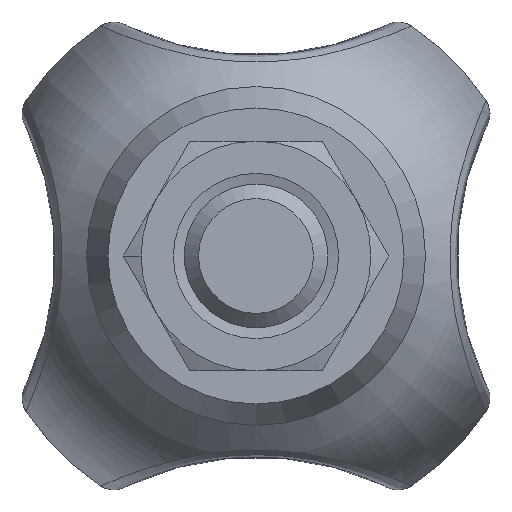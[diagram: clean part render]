
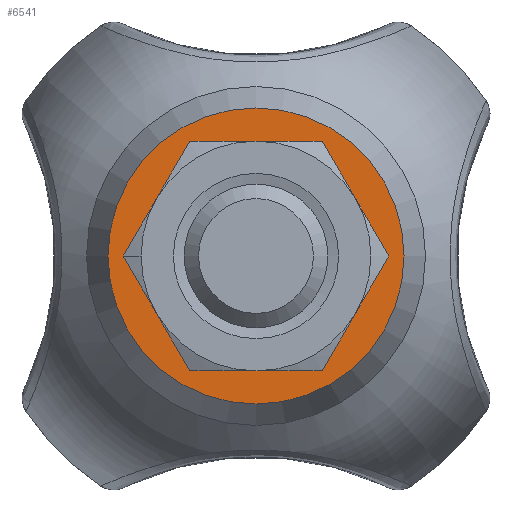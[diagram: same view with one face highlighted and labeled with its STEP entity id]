
A CAD part, left-side view. The second image highlights one B-rep face of the part: STEP entity #6541.
In plain terms, the highlighted planar face has unit normal (-1, 0, 0).
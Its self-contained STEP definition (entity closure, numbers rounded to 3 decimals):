
#5243 = EDGE_CURVE('',#5244,#5244,#5246,.T.);
#5244 = VERTEX_POINT('',#5245);
#5245 = CARTESIAN_POINT('',(20.,0.,-5.153));
#5246 = CIRCLE('',#5247,5.153);
#5247 = AXIS2_PLACEMENT_3D('',#5248,#5249,#5250);
#5248 = CARTESIAN_POINT('',(20.,0.,0.));
#5249 = DIRECTION('',(1.,-0.,0.));
#5250 = DIRECTION('',(0.,0.,-1.));
#6541 = ADVANCED_FACE('',(#6542,#6545),#6556,.F.);
#6542 = FACE_BOUND('',#6543,.F.);
#6543 = EDGE_LOOP('',(#6544));
#6544 = ORIENTED_EDGE('',*,*,#5243,.T.);
#6545 = FACE_BOUND('',#6546,.F.);
#6546 = EDGE_LOOP('',(#6547));
#6547 = ORIENTED_EDGE('',*,*,#6548,.T.);
#6548 = EDGE_CURVE('',#6549,#6549,#6551,.T.);
#6549 = VERTEX_POINT('',#6550);
#6550 = CARTESIAN_POINT('',(20.,-2.5,0.));
#6551 = CIRCLE('',#6552,2.5);
#6552 = AXIS2_PLACEMENT_3D('',#6553,#6554,#6555);
#6553 = CARTESIAN_POINT('',(20.,0.,0.));
#6554 = DIRECTION('',(-1.,0.,0.));
#6555 = DIRECTION('',(0.,-1.,0.));
#6556 = PLANE('',#6557);
#6557 = AXIS2_PLACEMENT_3D('',#6558,#6559,#6560);
#6558 = CARTESIAN_POINT('',(20.,0.,0.));
#6559 = DIRECTION('',(1.,0.,0.));
#6560 = DIRECTION('',(0.,0.,1.));
